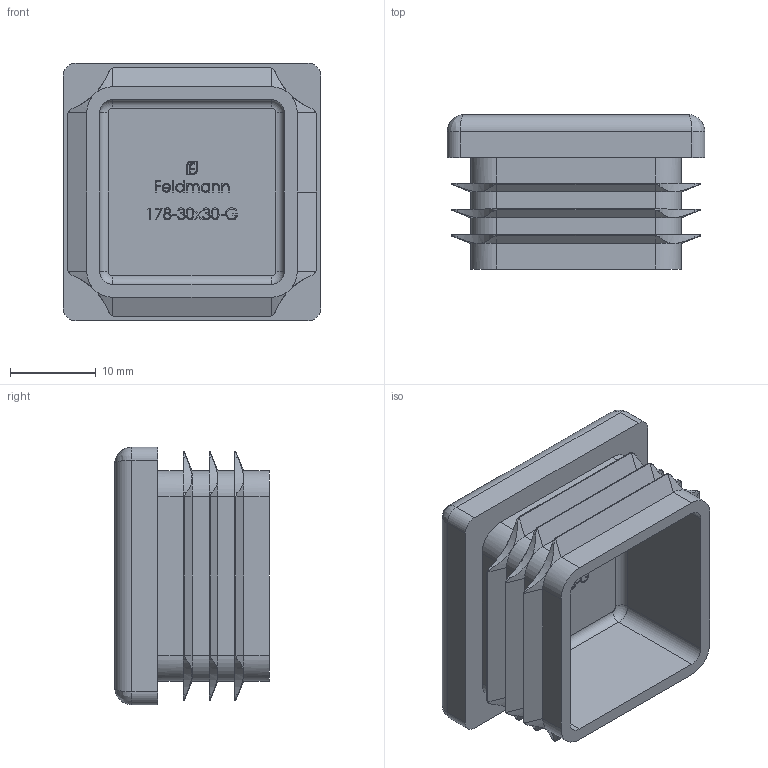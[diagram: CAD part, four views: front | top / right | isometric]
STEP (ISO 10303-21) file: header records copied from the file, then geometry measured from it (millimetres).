
FILE_DESCRIPTION (( 'STEP AP203' ), '1' );
FILE_NAME ('178-30x30-G.step', '2021-01-22T12:46:57', ( '' ), ( '' ), 'SwSTEP 2.0', 'SolidWorks 2018', '' );
FILE_SCHEMA (( 'CONFIG_CONTROL_DESIGN' ));
Length unit declared in the file: millimetre
Products named in the file (2): 178-30x30-G
Bounding box: 30 x 18 x 30 mm (x, y, z)
Volume: 6428.9 mm3; surface area: 5470.8 mm2
Topology: 1 solids, 1 shells, 480 faces, 1277 edges, 824 vertices
Faces by surface type: plane 225, bspline 144, cylinder 83, cone 24, torus 4
Entity records: 22287 total; most frequent: CARTESIAN_POINT 11371, ORIENTED_EDGE 2546, DIRECTION 1700, EDGE_CURVE 1273, VERTEX_POINT 824, LINE 706, VECTOR 706, EDGE_LOOP 509
